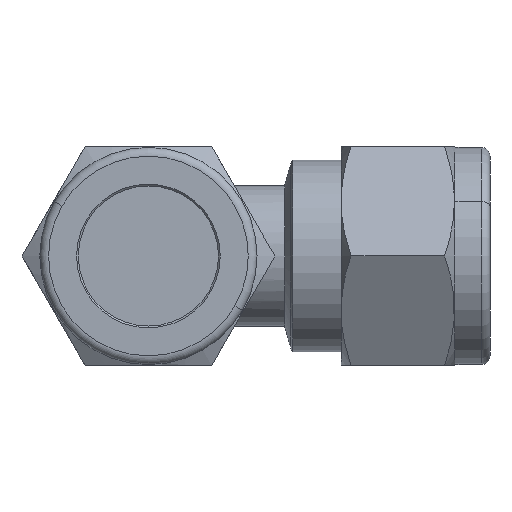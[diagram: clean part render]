
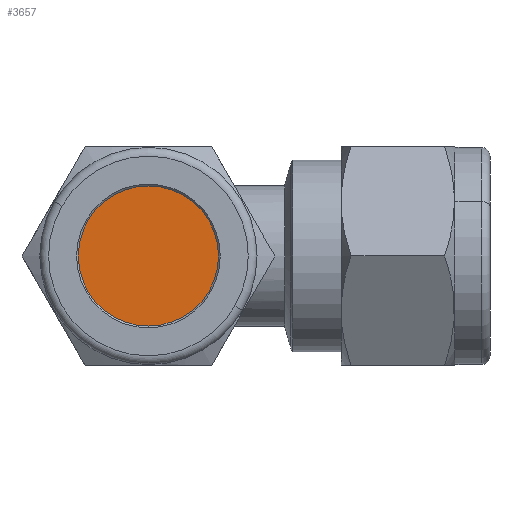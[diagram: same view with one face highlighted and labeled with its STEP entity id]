
A CAD part, left-side view. The second image highlights one B-rep face of the part: STEP entity #3657.
In plain terms, the highlighted planar face has unit normal (-1, 0, 0).
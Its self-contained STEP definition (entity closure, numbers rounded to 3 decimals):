
#158 = AXIS2_PLACEMENT_3D ( 'NONE', #2016, #2017, #2018 ) ;
#229 = AXIS2_PLACEMENT_3D ( 'NONE', #1100, #1101, #1102 ) ;
#251 = AXIS2_PLACEMENT_3D ( 'NONE', #1221, #1226, #1227 ) ;
#644 = EDGE_LOOP ( 'NONE', ( #918, #919 ) ) ;
#918 = ORIENTED_EDGE ( 'NONE', *, *, #2310, .F. ) ;
#919 = ORIENTED_EDGE ( 'NONE', *, *, #3623, .F. ) ;
#1100 = CARTESIAN_POINT ( 'NONE',  ( -36.852, 39., 0. ) ) ;
#1101 = DIRECTION ( 'NONE',  ( 1., 0., 0. ) ) ;
#1102 = DIRECTION ( 'NONE',  ( 0., 0., -1. ) ) ;
#1221 = CARTESIAN_POINT ( 'NONE',  ( -36.852, 39., 0. ) ) ;
#1224 = PLANE ( 'NONE',  #251 ) ;
#1226 = DIRECTION ( 'NONE',  ( 1., 0., 0. ) ) ;
#1227 = DIRECTION ( 'NONE',  ( 0., 0., -1. ) ) ;
#1446 = CARTESIAN_POINT ( 'NONE',  ( -36.852, 31.943, -4.074 ) ) ;
#1447 = CARTESIAN_POINT ( 'NONE',  ( -36.852, 46.057, 4.074 ) ) ;
#1627 = CIRCLE ( 'NONE', #229, 8.148 ) ;
#1669 = FACE_OUTER_BOUND ( 'NONE', #644, .T. ) ;
#2016 = CARTESIAN_POINT ( 'NONE',  ( -36.852, 39., 0. ) ) ;
#2017 = DIRECTION ( 'NONE',  ( 1., 0., 0. ) ) ;
#2018 = DIRECTION ( 'NONE',  ( 0., 0., -1. ) ) ;
#2310 = EDGE_CURVE ( 'NONE', #3102, #3103, #2580, .T. ) ;
#2580 = CIRCLE ( 'NONE', #158, 8.148 ) ;
#3102 = VERTEX_POINT ( 'NONE', #1446 ) ;
#3103 = VERTEX_POINT ( 'NONE', #1447 ) ;
#3623 = EDGE_CURVE ( 'NONE', #3103, #3102, #1627, .T. ) ;
#3657 = ADVANCED_FACE ( 'NONE', ( #1669 ), #1224, .F. ) ;
